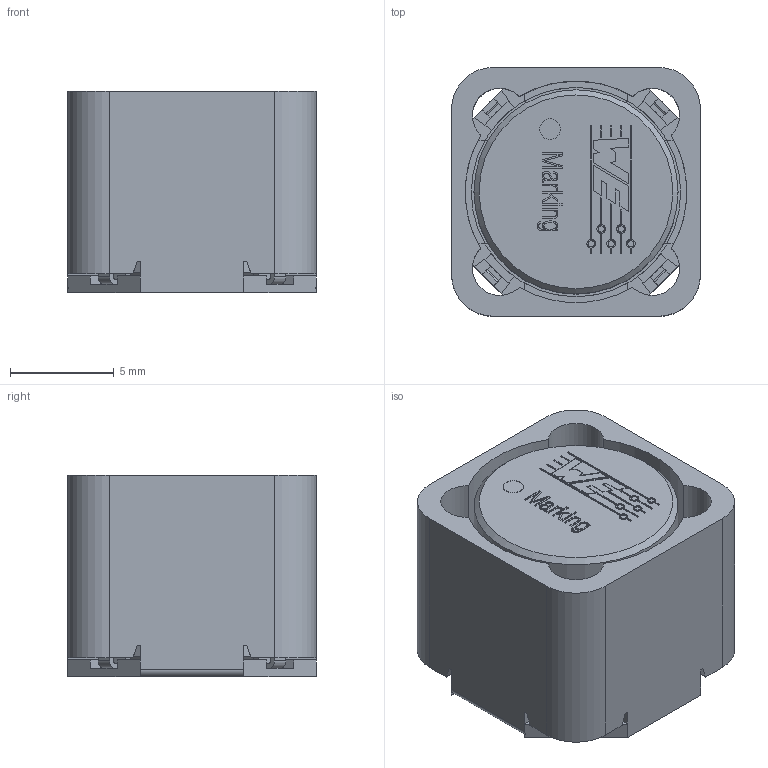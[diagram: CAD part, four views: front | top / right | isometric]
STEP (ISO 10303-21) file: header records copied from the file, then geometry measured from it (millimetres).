
FILE_DESCRIPTION(/* description */ ('Unknown'),/* implementation_level */ '2;1');
FILE_NAME(/* name */ 'L_Wurth_WE-PDHV_1210',/* time_stamp */ '2022-03-08T11:46:24+08:00',/* author */ ('Unknown'),/* organization */ ('Unknown'),/* preprocessor_version */ 'ST-DEVELOPER v16.7',/* originating_system */ 'Solid Edge',/* authorisation */ 'Unknown');
FILE_SCHEMA (('AUTOMOTIVE_DESIGN {1 0 10303 214 3 1 1}'));
Length unit declared in the file: millimetre
Products named in the file (2): L_Wurth_WE-PDHV_1210
Assembly tree (1 placements, depth 2):
  L_Wurth_WE-PDHV_1210
    L_Wurth_WE-PDHV_1210
Bounding box: 12 x 12 x 9.7 mm (x, y, z)
Volume: 832.6 mm3; surface area: 1592.7 mm2
Topology: 2 solids, 6 shells, 392 faces, 1033 edges, 675 vertices
Faces by surface type: plane 313, cylinder 64, bspline 11, cone 2, torus 2
Full cylindrical faces by diameter (mm): 0.301 x5, 1 x1, 6.5 x1, 9.85 x2, 10.1 x1
Entity records: 15036 total; most frequent: CARTESIAN_POINT 2508, ORIENTED_EDGE 2034, DIRECTION 1951, EDGE_CURVE 1017, LINE 805, VECTOR 805, VERTEX_POINT 674, AXIS2_PLACEMENT_3D 573
